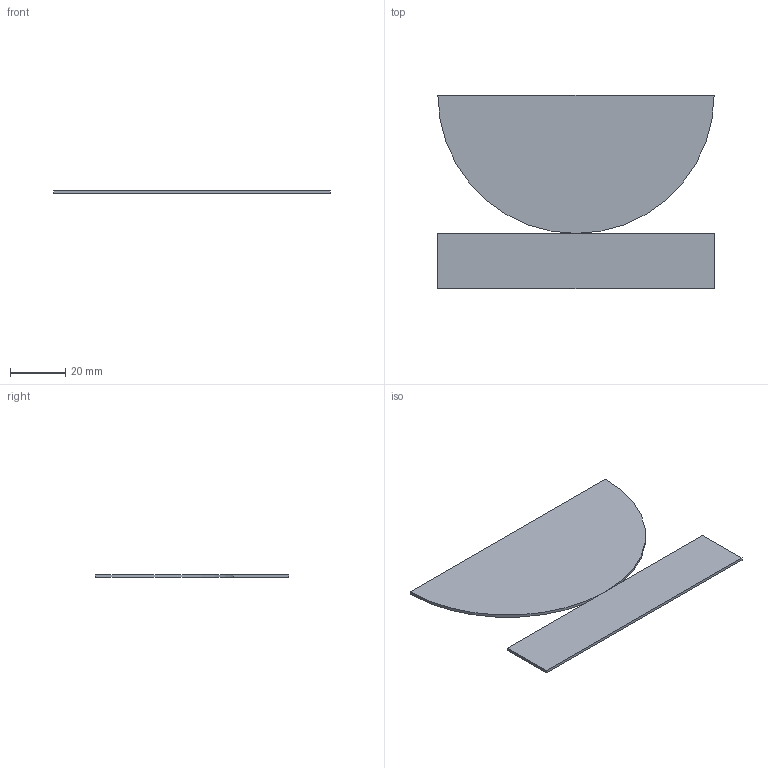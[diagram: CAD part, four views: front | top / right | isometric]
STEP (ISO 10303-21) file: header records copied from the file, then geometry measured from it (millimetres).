
FILE_DESCRIPTION (( 'STEP AP214' ), '1' );
FILE_NAME ('Hertz.STEP', '2020-05-10T15:16:46', ( '' ), ( '' ), 'SwSTEP 2.0', 'SolidWorks 2019', '' );
FILE_SCHEMA (( 'AUTOMOTIVE_DESIGN' ));
Length unit declared in the file: millimetre
Products named in the file (3): Plosca; Valj; Hertz
Assembly tree (2 placements, depth 2):
  Hertz
    Plosca
    Valj
Bounding box: 100 x 70 x 1 mm (x, y, z)
Volume: 5927 mm3; surface area: 12351.1 mm2
Topology: 2 solids, 2 shells, 10 faces, 18 edges, 12 vertices
Faces by surface type: plane 9, cylinder 1
Entity records: 354 total; most frequent: DIRECTION 50, CARTESIAN_POINT 45, ORIENTED_EDGE 36, EDGE_CURVE 18, AXIS2_PLACEMENT_3D 17, LINE 16, VECTOR 16, VERTEX_POINT 12
